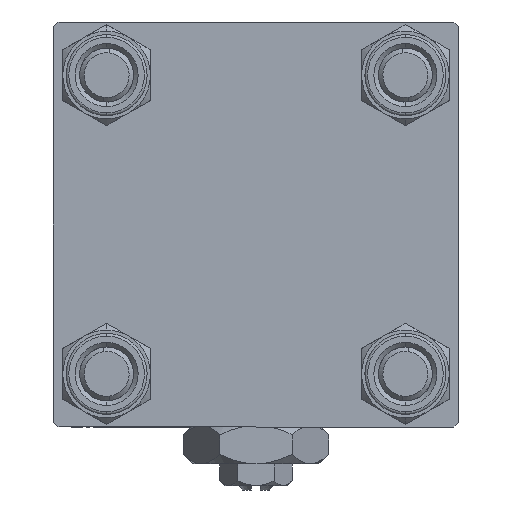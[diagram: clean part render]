
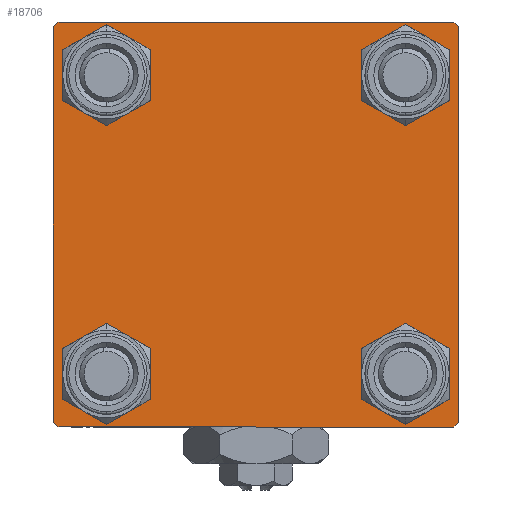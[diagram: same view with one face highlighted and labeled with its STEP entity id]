
A CAD part, left-side view. The second image highlights one B-rep face of the part: STEP entity #18706.
In plain terms, the highlighted planar face has unit normal (-1, 0, 0).
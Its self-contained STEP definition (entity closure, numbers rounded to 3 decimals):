
#806 = ORIENTED_EDGE ( 'NONE', *, *, #27276, .F. ) ;
#956 = AXIS2_PLACEMENT_3D ( 'NONE', #3919, #999, #28608 ) ;
#999 = DIRECTION ( 'NONE',  ( -1., 0., 0. ) ) ;
#1296 = CARTESIAN_POINT ( 'NONE',  ( 0., -16.6, 20.1 ) ) ;
#1384 = EDGE_LOOP ( 'NONE', ( #12585, #4866 ) ) ;
#2732 = CARTESIAN_POINT ( 'NONE',  ( 0., -22., 22.5 ) ) ;
#2814 = DIRECTION ( 'NONE',  ( 1., 0., 0. ) ) ;
#3499 = DIRECTION ( 'NONE',  ( 0., -0.707, -0.707 ) ) ;
#3501 = DIRECTION ( 'NONE',  ( 0., 0., 1. ) ) ;
#3919 = CARTESIAN_POINT ( 'NONE',  ( 0., 0., 0. ) ) ;
#4158 = ORIENTED_EDGE ( 'NONE', *, *, #10324, .T. ) ;
#4609 = DIRECTION ( 'NONE',  ( 1., 0., 0. ) ) ;
#4673 = ORIENTED_EDGE ( 'NONE', *, *, #25299, .T. ) ;
#4866 = ORIENTED_EDGE ( 'NONE', *, *, #12462, .T. ) ;
#4947 = PLANE ( 'NONE',  #956 ) ;
#5330 = VERTEX_POINT ( 'NONE', #22817 ) ;
#5587 = DIRECTION ( 'NONE',  ( 1., 0., 0. ) ) ;
#6484 = CARTESIAN_POINT ( 'NONE',  ( 0., 22., -22.5 ) ) ;
#6522 = LINE ( 'NONE', #11769, #35101 ) ;
#6757 = CARTESIAN_POINT ( 'NONE',  ( 0., 22.5, -22. ) ) ;
#7238 = VERTEX_POINT ( 'NONE', #7257 ) ;
#7257 = CARTESIAN_POINT ( 'NONE',  ( 0., -22.5, 22. ) ) ;
#7370 = EDGE_CURVE ( 'NONE', #11874, #26890, #41030, .T. ) ;
#7774 = VECTOR ( 'NONE', #17612, 1000. ) ;
#8270 = AXIS2_PLACEMENT_3D ( 'NONE', #47045, #46007, #9960 ) ;
#8992 = VECTOR ( 'NONE', #3499, 1000. ) ;
#9218 = EDGE_CURVE ( 'NONE', #42193, #24711, #28363, .T. ) ;
#9809 = CARTESIAN_POINT ( 'NONE',  ( 0., 16.6, -20.1 ) ) ;
#9960 = DIRECTION ( 'NONE',  ( 0., 0., 1. ) ) ;
#10324 = EDGE_CURVE ( 'NONE', #19703, #15918, #6522, .T. ) ;
#11150 = VERTEX_POINT ( 'NONE', #47309 ) ;
#11522 = ORIENTED_EDGE ( 'NONE', *, *, #48366, .T. ) ;
#11614 = DIRECTION ( 'NONE',  ( 0., -1., 0. ) ) ;
#11769 = CARTESIAN_POINT ( 'NONE',  ( 0., 22.25, 22.25 ) ) ;
#11825 = EDGE_CURVE ( 'NONE', #26890, #11874, #50298, .T. ) ;
#11874 = VERTEX_POINT ( 'NONE', #1296 ) ;
#11979 = VERTEX_POINT ( 'NONE', #41806 ) ;
#12007 = EDGE_CURVE ( 'NONE', #5330, #21812, #30948, .T. ) ;
#12056 = CARTESIAN_POINT ( 'NONE',  ( 0., 22., 22.5 ) ) ;
#12348 = VERTEX_POINT ( 'NONE', #2732 ) ;
#12462 = EDGE_CURVE ( 'NONE', #21812, #5330, #43624, .T. ) ;
#12489 = CARTESIAN_POINT ( 'NONE',  ( 0., -16.6, 16.6 ) ) ;
#12503 = AXIS2_PLACEMENT_3D ( 'NONE', #32133, #16360, #36621 ) ;
#12585 = ORIENTED_EDGE ( 'NONE', *, *, #12007, .T. ) ;
#12691 = LINE ( 'NONE', #37426, #46933 ) ;
#13035 = CARTESIAN_POINT ( 'NONE',  ( 0., -22.25, 22.25 ) ) ;
#15263 = DIRECTION ( 'NONE',  ( 0., 0., 1. ) ) ;
#15918 = VERTEX_POINT ( 'NONE', #37400 ) ;
#16151 = ORIENTED_EDGE ( 'NONE', *, *, #44146, .T. ) ;
#16270 = CARTESIAN_POINT ( 'NONE',  ( 0., -22.5, 22.5 ) ) ;
#16360 = DIRECTION ( 'NONE',  ( 1., 0., 0. ) ) ;
#16595 = LINE ( 'NONE', #20536, #37261 ) ;
#16736 = LINE ( 'NONE', #13035, #32319 ) ;
#17301 = CARTESIAN_POINT ( 'NONE',  ( 0., -16.6, 13.1 ) ) ;
#17516 = AXIS2_PLACEMENT_3D ( 'NONE', #25571, #5587, #21357 ) ;
#17612 = DIRECTION ( 'NONE',  ( 0., -1., 0. ) ) ;
#17619 = EDGE_LOOP ( 'NONE', ( #48094, #34386 ) ) ;
#18576 = DIRECTION ( 'NONE',  ( 0., 0., 1. ) ) ;
#18706 = ADVANCED_FACE ( 'NONE', ( #28096, #49127, #52062, #43905, #36007 ), #4947, .T. ) ;
#19153 = VERTEX_POINT ( 'NONE', #25120 ) ;
#19703 = VERTEX_POINT ( 'NONE', #12056 ) ;
#20536 = CARTESIAN_POINT ( 'NONE',  ( 0., 22.5, 22.5 ) ) ;
#20719 = DIRECTION ( 'NONE',  ( 0., 0., -1. ) ) ;
#21035 = CARTESIAN_POINT ( 'NONE',  ( 0., 22.5, -22.5 ) ) ;
#21219 = CARTESIAN_POINT ( 'NONE',  ( 0., 16.6, -13.1 ) ) ;
#21357 = DIRECTION ( 'NONE',  ( 0., 0., 1. ) ) ;
#21812 = VERTEX_POINT ( 'NONE', #43741 ) ;
#22039 = AXIS2_PLACEMENT_3D ( 'NONE', #22257, #2814, #18576 ) ;
#22257 = CARTESIAN_POINT ( 'NONE',  ( 0., 16.6, -16.6 ) ) ;
#22817 = CARTESIAN_POINT ( 'NONE',  ( 0., -16.6, -13.1 ) ) ;
#23731 = CARTESIAN_POINT ( 'NONE',  ( 0., 16.6, 16.6 ) ) ;
#23904 = LINE ( 'NONE', #16270, #25706 ) ;
#24711 = VERTEX_POINT ( 'NONE', #21219 ) ;
#24798 = CIRCLE ( 'NONE', #48360, 3.5 ) ;
#24942 = EDGE_CURVE ( 'NONE', #24711, #42193, #32966, .T. ) ;
#25048 = DIRECTION ( 'NONE',  ( 0., -0.707, 0.707 ) ) ;
#25091 = ORIENTED_EDGE ( 'NONE', *, *, #11825, .T. ) ;
#25120 = CARTESIAN_POINT ( 'NONE',  ( 0., -22., -22.5 ) ) ;
#25299 = EDGE_CURVE ( 'NONE', #25762, #19153, #37358, .T. ) ;
#25571 = CARTESIAN_POINT ( 'NONE',  ( 0., 16.6, 16.6 ) ) ;
#25706 = VECTOR ( 'NONE', #20719, 1000. ) ;
#25762 = VERTEX_POINT ( 'NONE', #6484 ) ;
#26703 = ORIENTED_EDGE ( 'NONE', *, *, #9218, .T. ) ;
#26712 = VERTEX_POINT ( 'NONE', #39711 ) ;
#26890 = VERTEX_POINT ( 'NONE', #17301 ) ;
#26913 = DIRECTION ( 'NONE',  ( 1., 0., 0. ) ) ;
#27276 = EDGE_CURVE ( 'NONE', #19703, #12348, #16595, .T. ) ;
#27364 = DIRECTION ( 'NONE',  ( 0., 0., 1. ) ) ;
#27618 = DIRECTION ( 'NONE',  ( 1., 0., 0. ) ) ;
#27642 = EDGE_LOOP ( 'NONE', ( #37438, #26703 ) ) ;
#27936 = CARTESIAN_POINT ( 'NONE',  ( 0., 22.25, -22.25 ) ) ;
#28096 = FACE_BOUND ( 'NONE', #39993, .T. ) ;
#28363 = CIRCLE ( 'NONE', #30043, 3.5 ) ;
#28577 = DIRECTION ( 'NONE',  ( 1., 0., 0. ) ) ;
#28608 = DIRECTION ( 'NONE',  ( 0., 0., 1. ) ) ;
#29981 = EDGE_CURVE ( 'NONE', #7238, #12348, #16736, .T. ) ;
#30025 = EDGE_LOOP ( 'NONE', ( #50823, #16151, #4673, #11522, #39265, #34356, #806, #4158 ) ) ;
#30043 = AXIS2_PLACEMENT_3D ( 'NONE', #42902, #28577, #15263 ) ;
#30948 = CIRCLE ( 'NONE', #8270, 3.5 ) ;
#31959 = DIRECTION ( 'NONE',  ( 0., 0., 1. ) ) ;
#32133 = CARTESIAN_POINT ( 'NONE',  ( 0., -16.6, -16.6 ) ) ;
#32319 = VECTOR ( 'NONE', #32778, 1000. ) ;
#32778 = DIRECTION ( 'NONE',  ( 0., 0.707, 0.707 ) ) ;
#32966 = CIRCLE ( 'NONE', #22039, 3.5 ) ;
#34356 = ORIENTED_EDGE ( 'NONE', *, *, #29981, .T. ) ;
#34386 = ORIENTED_EDGE ( 'NONE', *, *, #48362, .T. ) ;
#34594 = CARTESIAN_POINT ( 'NONE',  ( 0., 22.5, 22.5 ) ) ;
#35101 = VECTOR ( 'NONE', #51255, 1000. ) ;
#36007 = FACE_OUTER_BOUND ( 'NONE', #30025, .T. ) ;
#36621 = DIRECTION ( 'NONE',  ( 0., 0., 1. ) ) ;
#37261 = VECTOR ( 'NONE', #11614, 1000. ) ;
#37358 = LINE ( 'NONE', #21035, #7774 ) ;
#37400 = CARTESIAN_POINT ( 'NONE',  ( 0., 22.5, 22. ) ) ;
#37426 = CARTESIAN_POINT ( 'NONE',  ( 0., -22.25, -22.25 ) ) ;
#37438 = ORIENTED_EDGE ( 'NONE', *, *, #24942, .T. ) ;
#37548 = EDGE_CURVE ( 'NONE', #11150, #11979, #24798, .T. ) ;
#39265 = ORIENTED_EDGE ( 'NONE', *, *, #42311, .F. ) ;
#39711 = CARTESIAN_POINT ( 'NONE',  ( 0., -22.5, -22. ) ) ;
#39993 = EDGE_LOOP ( 'NONE', ( #44287, #25091 ) ) ;
#41030 = CIRCLE ( 'NONE', #48577, 3.5 ) ;
#41806 = CARTESIAN_POINT ( 'NONE',  ( 0., 16.6, 13.1 ) ) ;
#42059 = VECTOR ( 'NONE', #50639, 1000. ) ;
#42193 = VERTEX_POINT ( 'NONE', #9809 ) ;
#42311 = EDGE_CURVE ( 'NONE', #7238, #26712, #23904, .T. ) ;
#42902 = CARTESIAN_POINT ( 'NONE',  ( 0., 16.6, -16.6 ) ) ;
#43624 = CIRCLE ( 'NONE', #12503, 3.5 ) ;
#43741 = CARTESIAN_POINT ( 'NONE',  ( 0., -16.6, -20.1 ) ) ;
#43905 = FACE_BOUND ( 'NONE', #17619, .T. ) ;
#44146 = EDGE_CURVE ( 'NONE', #51065, #25762, #44256, .T. ) ;
#44256 = LINE ( 'NONE', #27936, #8992 ) ;
#44287 = ORIENTED_EDGE ( 'NONE', *, *, #7370, .T. ) ;
#45664 = LINE ( 'NONE', #34594, #42059 ) ;
#46007 = DIRECTION ( 'NONE',  ( 1., 0., 0. ) ) ;
#46104 = AXIS2_PLACEMENT_3D ( 'NONE', #51835, #27618, #27364 ) ;
#46933 = VECTOR ( 'NONE', #25048, 1000. ) ;
#47045 = CARTESIAN_POINT ( 'NONE',  ( 0., -16.6, -16.6 ) ) ;
#47309 = CARTESIAN_POINT ( 'NONE',  ( 0., 16.6, 20.1 ) ) ;
#48094 = ORIENTED_EDGE ( 'NONE', *, *, #37548, .T. ) ;
#48360 = AXIS2_PLACEMENT_3D ( 'NONE', #23731, #26913, #3501 ) ;
#48362 = EDGE_CURVE ( 'NONE', #11979, #11150, #51139, .T. ) ;
#48366 = EDGE_CURVE ( 'NONE', #19153, #26712, #12691, .T. ) ;
#48577 = AXIS2_PLACEMENT_3D ( 'NONE', #12489, #4609, #31959 ) ;
#49127 = FACE_BOUND ( 'NONE', #1384, .T. ) ;
#50298 = CIRCLE ( 'NONE', #46104, 3.5 ) ;
#50639 = DIRECTION ( 'NONE',  ( 0., 0., -1. ) ) ;
#50823 = ORIENTED_EDGE ( 'NONE', *, *, #52010, .T. ) ;
#51065 = VERTEX_POINT ( 'NONE', #6757 ) ;
#51139 = CIRCLE ( 'NONE', #17516, 3.5 ) ;
#51255 = DIRECTION ( 'NONE',  ( 0., 0.707, -0.707 ) ) ;
#51835 = CARTESIAN_POINT ( 'NONE',  ( 0., -16.6, 16.6 ) ) ;
#52010 = EDGE_CURVE ( 'NONE', #15918, #51065, #45664, .T. ) ;
#52062 = FACE_BOUND ( 'NONE', #27642, .T. ) ;
